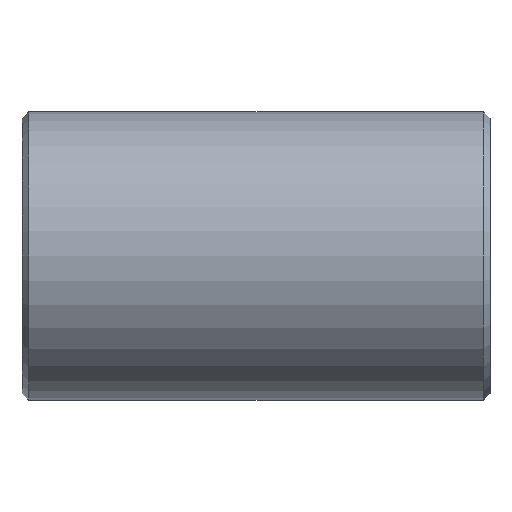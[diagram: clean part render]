
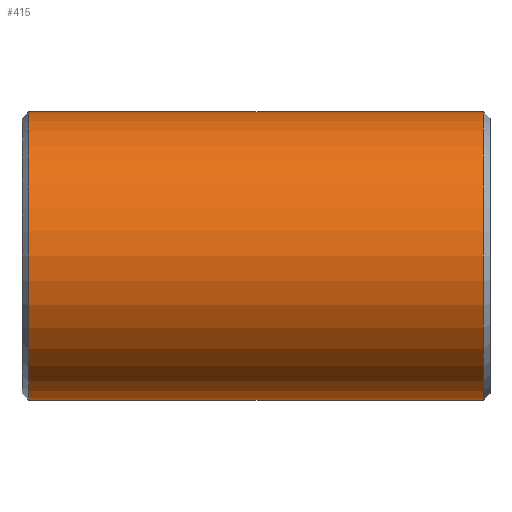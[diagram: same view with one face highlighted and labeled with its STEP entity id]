
A CAD part, front view. The second image highlights one B-rep face of the part: STEP entity #415.
In plain terms, the highlighted cylindrical face has radius 109.537 mm (diameter 219.075 mm), a partial arc.
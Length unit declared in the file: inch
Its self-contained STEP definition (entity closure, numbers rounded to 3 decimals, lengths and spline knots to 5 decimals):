
#38 = VERTEX_POINT ( 'NONE', #127 ) ;
#73 = FACE_OUTER_BOUND ( 'NONE', #673, .T. ) ;
#87 = DIRECTION ( 'NONE',  ( 1., 0., 0. ) ) ;
#88 = AXIS2_PLACEMENT_3D ( 'NONE', #397, #655, #777 ) ;
#112 = DIRECTION ( 'NONE',  ( -1., 0., 0. ) ) ;
#127 = CARTESIAN_POINT ( 'NONE',  ( 6.802, 0., 4.3125 ) ) ;
#144 = CYLINDRICAL_SURFACE ( 'NONE', #457, 4.3125 ) ;
#258 = EDGE_CURVE ( 'NONE', #414, #303, #546, .T. ) ;
#302 = CARTESIAN_POINT ( 'NONE',  ( -6.802, 0., 0. ) ) ;
#303 = VERTEX_POINT ( 'NONE', #499 ) ;
#309 = CARTESIAN_POINT ( 'NONE',  ( 7., 0., -4.3125 ) ) ;
#336 = DIRECTION ( 'NONE',  ( -1., 0., 0. ) ) ;
#363 = ORIENTED_EDGE ( 'NONE', *, *, #595, .T. ) ;
#397 = CARTESIAN_POINT ( 'NONE',  ( 6.802, 0., 0. ) ) ;
#414 = VERTEX_POINT ( 'NONE', #521 ) ;
#415 = ADVANCED_FACE ( 'NONE', ( #73 ), #144, .T. ) ;
#417 = DIRECTION ( 'NONE',  ( 0., 0., 1. ) ) ;
#433 = ORIENTED_EDGE ( 'NONE', *, *, #258, .T. ) ;
#445 = CARTESIAN_POINT ( 'NONE',  ( 7., 0., 4.3125 ) ) ;
#457 = AXIS2_PLACEMENT_3D ( 'NONE', #784, #336, #601 ) ;
#497 = DIRECTION ( 'NONE',  ( -1., 0., 0. ) ) ;
#499 = CARTESIAN_POINT ( 'NONE',  ( -6.802, 0., -4.3125 ) ) ;
#502 = LINE ( 'NONE', #309, #669 ) ;
#516 = CARTESIAN_POINT ( 'NONE',  ( 6.802, 0., -4.3125 ) ) ;
#521 = CARTESIAN_POINT ( 'NONE',  ( -6.802, 0., 4.3125 ) ) ;
#546 = CIRCLE ( 'NONE', #786, 4.3125 ) ;
#585 = ORIENTED_EDGE ( 'NONE', *, *, #819, .T. ) ;
#595 = EDGE_CURVE ( 'NONE', #38, #414, #824, .T. ) ;
#601 = DIRECTION ( 'NONE',  ( 0., 0., 1. ) ) ;
#626 = VECTOR ( 'NONE', #497, 39.37008 ) ;
#643 = EDGE_CURVE ( 'NONE', #668, #303, #502, .T. ) ;
#655 = DIRECTION ( 'NONE',  ( -1., 0., 0. ) ) ;
#668 = VERTEX_POINT ( 'NONE', #516 ) ;
#669 = VECTOR ( 'NONE', #112, 39.37008 ) ;
#673 = EDGE_LOOP ( 'NONE', ( #689, #585, #363, #433 ) ) ;
#689 = ORIENTED_EDGE ( 'NONE', *, *, #643, .F. ) ;
#777 = DIRECTION ( 'NONE',  ( 0., 0., -1. ) ) ;
#784 = CARTESIAN_POINT ( 'NONE',  ( 7., 0., 0. ) ) ;
#786 = AXIS2_PLACEMENT_3D ( 'NONE', #302, #87, #417 ) ;
#819 = EDGE_CURVE ( 'NONE', #668, #38, #829, .T. ) ;
#824 = LINE ( 'NONE', #445, #626 ) ;
#829 = CIRCLE ( 'NONE', #88, 4.3125 ) ;
